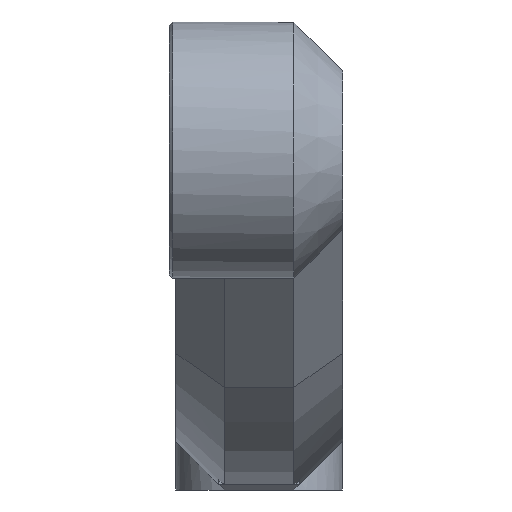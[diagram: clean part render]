
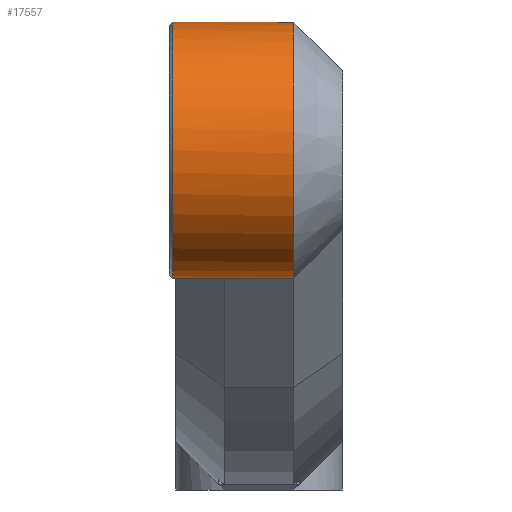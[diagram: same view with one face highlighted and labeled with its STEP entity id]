
A CAD part, left-side view. The second image highlights one B-rep face of the part: STEP entity #17557.
In plain terms, the highlighted cylindrical face has radius 20 mm (diameter 40 mm), a full revolution.
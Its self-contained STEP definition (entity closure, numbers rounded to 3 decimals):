
#852=ELLIPSE('',#18893,28.284,20.);
#853=ELLIPSE('',#18963,28.284,20.);
#862=ELLIPSE('',#19051,28.284,20.);
#863=ELLIPSE('',#19056,28.284,20.);
#1069=CYLINDRICAL_SURFACE('',#19057,20.);
#2618=FACE_OUTER_BOUND('',#3686,.T.);
#3686=EDGE_LOOP('',(#16444,#16445,#16446,#16447,#16448,#16449,#16450,#16451,
#16452,#16453,#16454,#16455,#16456));
#5120=LINE('',#37534,#6641);
#5207=LINE('',#38662,#6728);
#5210=LINE('',#38681,#6731);
#6641=VECTOR('',#23102,1000.);
#6728=VECTOR('',#23495,1000.);
#6731=VECTOR('',#23516,20.);
#7196=CIRCLE('',#18966,20.);
#7233=CIRCLE('',#19053,20.);
#7234=CIRCLE('',#19054,20.);
#7235=CIRCLE('',#19058,20.);
#7236=CIRCLE('',#19059,20.);
#8708=VERTEX_POINT('',#37514);
#8709=VERTEX_POINT('',#37516);
#8713=VERTEX_POINT('',#37532);
#8758=VERTEX_POINT('',#37802);
#8762=VERTEX_POINT('',#37811);
#8828=VERTEX_POINT('',#38660);
#8829=VERTEX_POINT('',#38661);
#8830=VERTEX_POINT('',#38668);
#8831=VERTEX_POINT('',#38670);
#8832=VERTEX_POINT('',#38678);
#8833=VERTEX_POINT('',#38679);
#11163=EDGE_CURVE('',#8709,#8708,#852,.T.);
#11171=EDGE_CURVE('',#8708,#8713,#5120,.T.);
#11257=EDGE_CURVE('',#8713,#8758,#853,.T.);
#11261=EDGE_CURVE('',#8758,#8762,#7196,.T.);
#11372=EDGE_CURVE('',#8828,#8829,#5207,.F.);
#11375=EDGE_CURVE('',#8762,#8828,#862,.T.);
#11376=EDGE_CURVE('',#8830,#8709,#7233,.F.);
#11377=EDGE_CURVE('',#8831,#8830,#7234,.F.);
#11379=EDGE_CURVE('',#8829,#8831,#863,.T.);
#11380=EDGE_CURVE('',#8832,#8833,#7235,.F.);
#11381=EDGE_CURVE('',#8833,#8830,#5210,.T.);
#11382=EDGE_CURVE('',#8833,#8832,#7236,.F.);
#16444=ORIENTED_EDGE('',*,*,#11380,.T.);
#16445=ORIENTED_EDGE('',*,*,#11381,.T.);
#16446=ORIENTED_EDGE('',*,*,#11376,.T.);
#16447=ORIENTED_EDGE('',*,*,#11163,.T.);
#16448=ORIENTED_EDGE('',*,*,#11171,.T.);
#16449=ORIENTED_EDGE('',*,*,#11257,.T.);
#16450=ORIENTED_EDGE('',*,*,#11261,.T.);
#16451=ORIENTED_EDGE('',*,*,#11375,.T.);
#16452=ORIENTED_EDGE('',*,*,#11372,.T.);
#16453=ORIENTED_EDGE('',*,*,#11379,.T.);
#16454=ORIENTED_EDGE('',*,*,#11377,.T.);
#16455=ORIENTED_EDGE('',*,*,#11381,.F.);
#16456=ORIENTED_EDGE('',*,*,#11382,.T.);
#17557=ADVANCED_FACE('',(#2618),#1069,.T.);
#18893=AXIS2_PLACEMENT_3D('',#37517,#23088,#23089);
#18963=AXIS2_PLACEMENT_3D('',#37804,#23281,#23282);
#18966=AXIS2_PLACEMENT_3D('',#37813,#23289,#23290);
#19051=AXIS2_PLACEMENT_3D('',#38666,#23500,#23501);
#19053=AXIS2_PLACEMENT_3D('',#38669,#23504,#23505);
#19054=AXIS2_PLACEMENT_3D('',#38671,#23506,#23507);
#19056=AXIS2_PLACEMENT_3D('',#38676,#23510,#23511);
#19057=AXIS2_PLACEMENT_3D('',#38677,#23512,#23513);
#19058=AXIS2_PLACEMENT_3D('',#38680,#23514,#23515);
#19059=AXIS2_PLACEMENT_3D('',#38682,#23517,#23518);
#23088=DIRECTION('center_axis',(0.506,-0.707,0.494));
#23089=DIRECTION('ref_axis',(0.506,0.707,0.494));
#23102=DIRECTION('',(0.,1.,0.));
#23281=DIRECTION('center_axis',(0.506,0.707,0.494));
#23282=DIRECTION('ref_axis',(-0.506,0.707,-0.494));
#23289=DIRECTION('center_axis',(0.,1.,0.));
#23290=DIRECTION('ref_axis',(0.,0.,1.));
#23495=DIRECTION('',(0.,1.,0.));
#23500=DIRECTION('center_axis',(-0.506,0.707,-0.494));
#23501=DIRECTION('ref_axis',(0.506,0.707,0.494));
#23504=DIRECTION('center_axis',(0.,-1.,0.));
#23505=DIRECTION('ref_axis',(0.,0.,-1.));
#23506=DIRECTION('center_axis',(0.,-1.,0.));
#23507=DIRECTION('ref_axis',(0.,0.,-1.));
#23510=DIRECTION('center_axis',(-0.506,-0.707,-0.494));
#23511=DIRECTION('ref_axis',(-0.506,0.707,-0.494));
#23512=DIRECTION('center_axis',(0.,1.,0.));
#23513=DIRECTION('ref_axis',(0.,0.,1.));
#23514=DIRECTION('center_axis',(0.,1.,0.));
#23515=DIRECTION('ref_axis',(0.,0.,1.));
#23516=DIRECTION('',(0.,-1.,0.));
#23517=DIRECTION('center_axis',(0.,1.,0.));
#23518=DIRECTION('ref_axis',(0.,0.,1.));
#37514=CARTESIAN_POINT('',(244.918,-33.385,118.193));
#37516=CARTESIAN_POINT('',(244.918,-33.385,118.193));
#37517=CARTESIAN_POINT('Origin',(225.,-46.385,120.));
#37532=CARTESIAN_POINT('',(244.918,-22.615,118.193));
#37534=CARTESIAN_POINT('',(244.918,-13.,118.193));
#37802=CARTESIAN_POINT('',(242.302,-15.,109.968));
#37804=CARTESIAN_POINT('Origin',(225.,-9.615,120.));
#37811=CARTESIAN_POINT('',(234.591,-15.,102.45));
#37813=CARTESIAN_POINT('Origin',(225.,-15.,120.));
#38660=CARTESIAN_POINT('',(226.302,-22.615,100.042));
#38661=CARTESIAN_POINT('',(226.302,-33.385,100.042));
#38662=CARTESIAN_POINT('',(226.302,-13.,100.042));
#38666=CARTESIAN_POINT('Origin',(225.,-9.615,120.));
#38668=CARTESIAN_POINT('',(225.,-33.385,100.));
#38669=CARTESIAN_POINT('Origin',(225.,-33.385,120.));
#38670=CARTESIAN_POINT('',(226.302,-33.385,100.042));
#38671=CARTESIAN_POINT('Origin',(225.,-33.385,120.));
#38676=CARTESIAN_POINT('Origin',(225.,-46.385,120.));
#38677=CARTESIAN_POINT('Origin',(225.,-13.,120.));
#38678=CARTESIAN_POINT('',(225.,-14.5,140.));
#38679=CARTESIAN_POINT('',(225.,-14.5,100.));
#38680=CARTESIAN_POINT('Origin',(225.,-14.5,120.));
#38681=CARTESIAN_POINT('',(225.,-13.,100.));
#38682=CARTESIAN_POINT('Origin',(225.,-14.5,120.));
